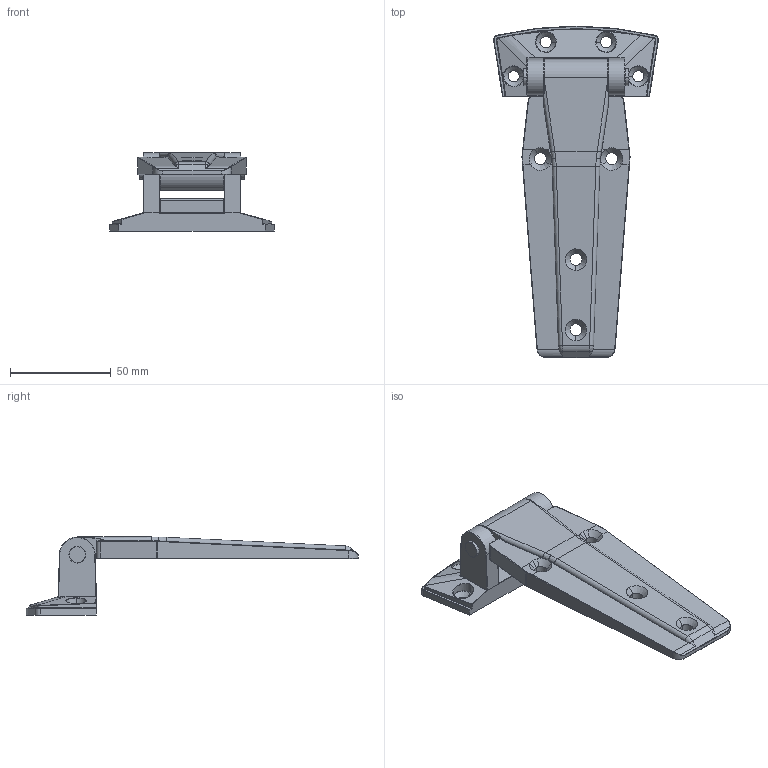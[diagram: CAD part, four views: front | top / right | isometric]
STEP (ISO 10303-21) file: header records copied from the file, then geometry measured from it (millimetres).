
FILE_DESCRIPTION (( 'STEP AP203' ), '1' );
FILE_NAME ('AH-712.STEP', '2016-05-31T03:52:41', ( '' ), ( '' ), 'SwSTEP 2.0', 'SolidWorks 2010', '' );
FILE_SCHEMA (( 'CONFIG_CONTROL_DESIGN' ));
Length unit declared in the file: millimetre
Products named in the file (4): 固定座; 中心軸; 鉸鏈片; AH-712
Assembly tree (3 placements, depth 2):
  AH-712
    鉸鏈片
    中心軸
    固定座
Bounding box: 82 x 165.1 x 38.8 mm (x, y, z)
Volume: 83970.4 mm3; surface area: 29296.4 mm2
Topology: 3 solids, 3 shells, 357 faces, 840 edges, 480 vertices
Faces by surface type: cylinder 137, torus 87, bspline 68, plane 47, cone 12, sphere 6
Entity records: 14824 total; most frequent: CARTESIAN_POINT 6691, ORIENTED_EDGE 1662, DIRECTION 1607, EDGE_CURVE 831, AXIS2_PLACEMENT_3D 680, VERTEX_POINT 480, CIRCLE 385, EDGE_LOOP 379
